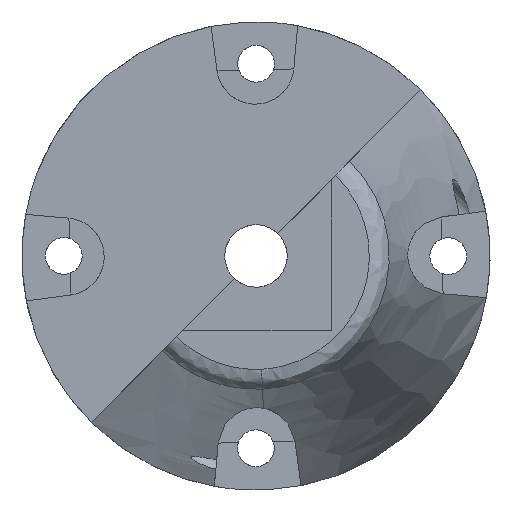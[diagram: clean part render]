
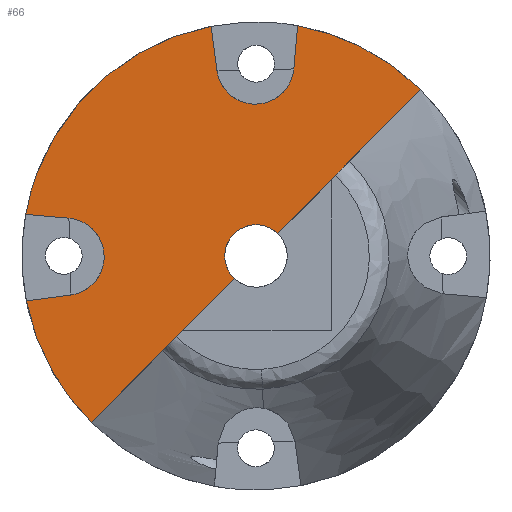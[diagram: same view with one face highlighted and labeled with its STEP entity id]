
A CAD part, left-side view. The second image highlights one B-rep face of the part: STEP entity #66.
In plain terms, the highlighted planar face has unit normal (-1, 0, 0).
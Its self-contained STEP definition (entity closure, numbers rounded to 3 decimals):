
#66=ADVANCED_FACE('',(#140),#1145,.T.);
#140=FACE_OUTER_BOUND('',#214,.T.);
#214=EDGE_LOOP('',(#521,#522,#523,#524,#525,#526,#527,#528,#529,#530,#531,
#532,#533,#534,#535));
#521=ORIENTED_EDGE('',*,*,#627,.T.);
#522=ORIENTED_EDGE('',*,*,#737,.T.);
#523=ORIENTED_EDGE('',*,*,#735,.F.);
#524=ORIENTED_EDGE('',*,*,#736,.F.);
#525=ORIENTED_EDGE('',*,*,#738,.F.);
#526=ORIENTED_EDGE('',*,*,#673,.T.);
#527=ORIENTED_EDGE('',*,*,#752,.F.);
#528=ORIENTED_EDGE('',*,*,#780,.F.);
#529=ORIENTED_EDGE('',*,*,#728,.F.);
#530=ORIENTED_EDGE('',*,*,#753,.F.);
#531=ORIENTED_EDGE('',*,*,#746,.T.);
#532=ORIENTED_EDGE('',*,*,#732,.T.);
#533=ORIENTED_EDGE('',*,*,#729,.F.);
#534=ORIENTED_EDGE('',*,*,#730,.F.);
#535=ORIENTED_EDGE('',*,*,#731,.F.);
#627=EDGE_CURVE('',#988,#1019,#883,.T.);
#673=EDGE_CURVE('',#1017,#1066,#900,.T.);
#728=EDGE_CURVE('',#1062,#1089,#931,.T.);
#729=EDGE_CURVE('',#1063,#1064,#932,.T.);
#730=EDGE_CURVE('',#1065,#1063,#933,.T.);
#731=EDGE_CURVE('',#988,#1065,#852,.T.);
#732=EDGE_CURVE('',#989,#1064,#853,.T.);
#735=EDGE_CURVE('',#1068,#1069,#936,.T.);
#736=EDGE_CURVE('',#1070,#1068,#937,.T.);
#737=EDGE_CURVE('',#1019,#1069,#854,.T.);
#738=EDGE_CURVE('',#1017,#1070,#855,.T.);
#746=EDGE_CURVE('',#1067,#989,#941,.T.);
#752=EDGE_CURVE('',#1061,#1066,#862,.T.);
#753=EDGE_CURVE('',#1067,#1062,#863,.T.);
#780=EDGE_CURVE('',#1089,#1061,#969,.T.);
#852=B_SPLINE_CURVE_WITH_KNOTS('',1,(#2138,#2139),.UNSPECIFIED.,.F.,.F.,
(2,2),(-7.544,0.),.UNSPECIFIED.);
#853=B_SPLINE_CURVE_WITH_KNOTS('',1,(#2140,#2141),.UNSPECIFIED.,.F.,.F.,
(2,2),(-7.344,0.),.UNSPECIFIED.);
#854=B_SPLINE_CURVE_WITH_KNOTS('',1,(#2158,#2159),.UNSPECIFIED.,.F.,.F.,
(2,2),(-7.344,0.),.UNSPECIFIED.);
#855=B_SPLINE_CURVE_WITH_KNOTS('',1,(#2160,#2161),.UNSPECIFIED.,.F.,.F.,
(2,2),(-7.544,0.),.UNSPECIFIED.);
#862=B_SPLINE_CURVE_WITH_KNOTS('',1,(#2217,#2218),.UNSPECIFIED.,.F.,.F.,
(2,2),(58.3,84.264),.UNSPECIFIED.);
#863=B_SPLINE_CURVE_WITH_KNOTS('',1,(#2219,#2220),.UNSPECIFIED.,.F.,.F.,
(2,2),(24.336,50.3),.UNSPECIFIED.);
#883=(
BOUNDED_CURVE()
B_SPLINE_CURVE(2,(#1714,#1715,#1716),.UNSPECIFIED.,.F.,.F.)
B_SPLINE_CURVE_WITH_KNOTS((3,3),(166.188,225.276),
 .UNSPECIFIED.)
CURVE()
GEOMETRIC_REPRESENTATION_ITEM()
RATIONAL_B_SPLINE_CURVE((1.,0.826,1.))
REPRESENTATION_ITEM('')
);
#900=(
BOUNDED_CURVE()
B_SPLINE_CURVE(2,(#1878,#1879,#1880),.UNSPECIFIED.,.F.,.F.)
B_SPLINE_CURVE_WITH_KNOTS((3,3),(245.356,275.091),
 .UNSPECIFIED.)
CURVE()
GEOMETRIC_REPRESENTATION_ITEM()
RATIONAL_B_SPLINE_CURVE((1.,0.955,1.))
REPRESENTATION_ITEM('')
);
#931=(
BOUNDED_CURVE()
B_SPLINE_CURVE(2,(#2127,#2128,#2129),.UNSPECIFIED.,.F.,.F.)
B_SPLINE_CURVE_WITH_KNOTS((3,3),(10.756,16.6),
 .UNSPECIFIED.)
CURVE()
GEOMETRIC_REPRESENTATION_ITEM()
RATIONAL_B_SPLINE_CURVE((1.,0.847,1.))
REPRESENTATION_ITEM('')
);
#932=(
BOUNDED_CURVE()
B_SPLINE_CURVE(2,(#2130,#2131,#2132),.UNSPECIFIED.,.F.,.F.)
B_SPLINE_CURVE_WITH_KNOTS((3,3),(0.,1.627),.UNSPECIFIED.)
CURVE()
GEOMETRIC_REPRESENTATION_ITEM()
RATIONAL_B_SPLINE_CURVE((1.,0.967,1.))
REPRESENTATION_ITEM('')
);
#933=(
BOUNDED_CURVE()
B_SPLINE_CURVE(2,(#2133,#2134,#2135,#2136,#2137),.UNSPECIFIED.,.F.,.F.)
B_SPLINE_CURVE_WITH_KNOTS((3,2,3),(11.903,15.584,19.265),
 .UNSPECIFIED.)
CURVE()
GEOMETRIC_REPRESENTATION_ITEM()
RATIONAL_B_SPLINE_CURVE((1.,0.825,1.,0.825,1.))
REPRESENTATION_ITEM('')
);
#936=(
BOUNDED_CURVE()
B_SPLINE_CURVE(2,(#2150,#2151,#2152),.UNSPECIFIED.,.F.,.F.)
B_SPLINE_CURVE_WITH_KNOTS((3,3),(0.,1.627),.UNSPECIFIED.)
CURVE()
GEOMETRIC_REPRESENTATION_ITEM()
RATIONAL_B_SPLINE_CURVE((1.,0.967,1.))
REPRESENTATION_ITEM('')
);
#937=(
BOUNDED_CURVE()
B_SPLINE_CURVE(2,(#2153,#2154,#2155,#2156,#2157),.UNSPECIFIED.,.F.,.F.)
B_SPLINE_CURVE_WITH_KNOTS((3,2,3),(11.903,15.584,19.265),
 .UNSPECIFIED.)
CURVE()
GEOMETRIC_REPRESENTATION_ITEM()
RATIONAL_B_SPLINE_CURVE((1.,0.825,1.,0.825,1.))
REPRESENTATION_ITEM('')
);
#941=(
BOUNDED_CURVE()
B_SPLINE_CURVE(2,(#2203,#2204,#2205),.UNSPECIFIED.,.F.,.F.)
B_SPLINE_CURVE_WITH_KNOTS((3,3),(116.754,146.108),
 .UNSPECIFIED.)
CURVE()
GEOMETRIC_REPRESENTATION_ITEM()
RATIONAL_B_SPLINE_CURVE((1.,0.955,1.))
REPRESENTATION_ITEM('')
);
#969=(
BOUNDED_CURVE()
B_SPLINE_CURVE(2,(#2326,#2327,#2328,#2329,#2330),.UNSPECIFIED.,.F.,.F.)
B_SPLINE_CURVE_WITH_KNOTS((3,2,3),(16.6,19.056,27.355),
 .UNSPECIFIED.)
CURVE()
GEOMETRIC_REPRESENTATION_ITEM()
RATIONAL_B_SPLINE_CURVE((1.,0.975,1.,0.707,1.))
REPRESENTATION_ITEM('')
);
#988=VERTEX_POINT('',#1528);
#989=VERTEX_POINT('',#1529);
#1017=VERTEX_POINT('',#1557);
#1019=VERTEX_POINT('',#1559);
#1061=VERTEX_POINT('',#1601);
#1062=VERTEX_POINT('',#1602);
#1063=VERTEX_POINT('',#1603);
#1064=VERTEX_POINT('',#1604);
#1065=VERTEX_POINT('',#1605);
#1066=VERTEX_POINT('',#1606);
#1067=VERTEX_POINT('',#1607);
#1068=VERTEX_POINT('',#1608);
#1069=VERTEX_POINT('',#1609);
#1070=VERTEX_POINT('',#1610);
#1089=VERTEX_POINT('',#1629);
#1145=PLANE('',#1268);
#1268=AXIS2_PLACEMENT_3D('',#1426,#1329,$);
#1329=DIRECTION('',(-1.,0.,0.));
#1426=CARTESIAN_POINT('',(-76.059,-608.582,15.911));
#1528=CARTESIAN_POINT('',(-76.059,-550.621,3.691));
#1529=CARTESIAN_POINT('',(-76.059,-565.261,3.792));
#1557=CARTESIAN_POINT('',(-76.059,-519.357,-42.746));
#1559=CARTESIAN_POINT('',(-76.059,-519.257,-28.106));
#1601=CARTESIAN_POINT('',(-76.059,-554.497,-38.921));
#1602=CARTESIAN_POINT('',(-76.059,-561.918,-31.397));
#1603=CARTESIAN_POINT('',(-76.059,-563.459,-6.675));
#1604=CARTESIAN_POINT('',(-76.059,-564.604,-3.523));
#1605=CARTESIAN_POINT('',(-76.059,-551.601,-3.789));
#1606=CARTESIAN_POINT('',(-76.059,-530.409,-63.341));
#1607=CARTESIAN_POINT('',(-76.059,-586.005,-6.978));
#1608=CARTESIAN_POINT('',(-76.059,-529.723,-29.908));
#1609=CARTESIAN_POINT('',(-76.059,-526.572,-28.762));
#1610=CARTESIAN_POINT('',(-76.059,-526.837,-41.766));
#1629=CARTESIAN_POINT('',(-76.059,-556.436,-30.181));
#1714=CARTESIAN_POINT('',(-76.059,-550.621,3.691));
#1715=CARTESIAN_POINT('',(-76.059,-524.076,-1.492));
#1716=CARTESIAN_POINT('',(-76.059,-519.257,-28.106));
#1878=CARTESIAN_POINT('',(-76.059,-519.357,-42.746));
#1879=CARTESIAN_POINT('',(-76.059,-521.701,-54.751));
#1880=CARTESIAN_POINT('',(-76.059,-530.409,-63.341));
#2127=CARTESIAN_POINT('',(-76.059,-561.918,-31.397));
#2128=CARTESIAN_POINT('',(-76.059,-559.558,-29.07));
#2129=CARTESIAN_POINT('',(-76.059,-556.436,-30.181));
#2130=CARTESIAN_POINT('',(-76.059,-563.459,-6.675));
#2131=CARTESIAN_POINT('',(-76.059,-564.449,-5.251));
#2132=CARTESIAN_POINT('',(-76.059,-564.604,-3.523));
#2133=CARTESIAN_POINT('',(-76.059,-551.601,-3.789));
#2134=CARTESIAN_POINT('',(-76.059,-552.184,-8.235));
#2135=CARTESIAN_POINT('',(-76.059,-556.541,-9.295));
#2136=CARTESIAN_POINT('',(-76.059,-560.898,-10.356));
#2137=CARTESIAN_POINT('',(-76.059,-563.459,-6.675));
#2138=CARTESIAN_POINT('',(-76.059,-550.621,3.691));
#2139=CARTESIAN_POINT('',(-76.059,-551.601,-3.789));
#2140=CARTESIAN_POINT('',(-76.059,-565.261,3.792));
#2141=CARTESIAN_POINT('',(-76.059,-564.604,-3.523));
#2150=CARTESIAN_POINT('',(-76.059,-529.723,-29.908));
#2151=CARTESIAN_POINT('',(-76.059,-528.299,-28.918));
#2152=CARTESIAN_POINT('',(-76.059,-526.572,-28.762));
#2153=CARTESIAN_POINT('',(-76.059,-526.837,-41.766));
#2154=CARTESIAN_POINT('',(-76.059,-531.283,-41.183));
#2155=CARTESIAN_POINT('',(-76.059,-532.343,-36.826));
#2156=CARTESIAN_POINT('',(-76.059,-533.404,-32.469));
#2157=CARTESIAN_POINT('',(-76.059,-529.723,-29.908));
#2158=CARTESIAN_POINT('',(-76.059,-519.257,-28.106));
#2159=CARTESIAN_POINT('',(-76.059,-526.572,-28.762));
#2160=CARTESIAN_POINT('',(-76.059,-519.357,-42.746));
#2161=CARTESIAN_POINT('',(-76.059,-526.837,-41.766));
#2203=CARTESIAN_POINT('',(-76.059,-586.005,-6.978));
#2204=CARTESIAN_POINT('',(-76.059,-577.297,1.612));
#2205=CARTESIAN_POINT('',(-76.059,-565.261,3.792));
#2217=CARTESIAN_POINT('',(-76.059,-554.497,-38.921));
#2218=CARTESIAN_POINT('',(-76.059,-530.409,-63.341));
#2219=CARTESIAN_POINT('',(-76.059,-586.005,-6.978));
#2220=CARTESIAN_POINT('',(-76.059,-561.918,-31.397));
#2326=CARTESIAN_POINT('',(-76.059,-556.436,-30.181));
#2327=CARTESIAN_POINT('',(-76.059,-555.296,-30.587));
#2328=CARTESIAN_POINT('',(-76.059,-554.446,-31.449));
#2329=CARTESIAN_POINT('',(-76.059,-550.735,-35.21));
#2330=CARTESIAN_POINT('',(-76.059,-554.497,-38.921));
